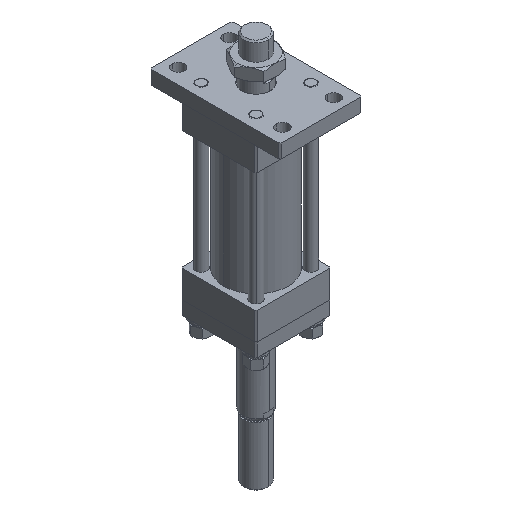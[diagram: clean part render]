
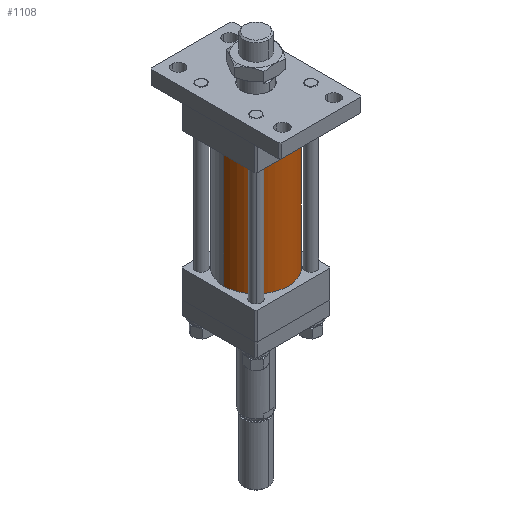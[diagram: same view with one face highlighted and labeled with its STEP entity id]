
A CAD part, isometric view. The second image highlights one B-rep face of the part: STEP entity #1108.
In plain terms, the highlighted cylindrical face has radius 47 mm (diameter 94 mm), a partial arc.
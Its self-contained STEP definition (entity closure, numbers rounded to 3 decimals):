
#253 = CIRCLE ( 'NONE', #4571, 47. ) ;
#254 = CIRCLE ( 'NONE', #4573, 47. ) ;
#258 = VECTOR ( 'NONE', #1305, 1000. ) ;
#263 = LINE ( 'NONE', #1303, #258 ) ;
#266 = VECTOR ( 'NONE', #1276, 1000. ) ;
#268 = LINE ( 'NONE', #1294, #266 ) ;
#1108 = ADVANCED_FACE ( 'NONE', ( #6314 ), #6311, .T. ) ;
#1276 = DIRECTION ( 'NONE',  ( 0., 0., -1. ) ) ;
#1294 = CARTESIAN_POINT ( 'NONE',  ( 47., 0., 174. ) ) ;
#1303 = CARTESIAN_POINT ( 'NONE',  ( -47., 0., 174. ) ) ;
#1305 = DIRECTION ( 'NONE',  ( 0., 0., -1. ) ) ;
#1314 = CARTESIAN_POINT ( 'NONE',  ( 0., 0., 174. ) ) ;
#1315 = DIRECTION ( 'NONE',  ( 0., 0., 1. ) ) ;
#1316 = DIRECTION ( 'NONE',  ( 1., 0., 0. ) ) ;
#1322 = CARTESIAN_POINT ( 'NONE',  ( 0., 0., 0. ) ) ;
#1323 = DIRECTION ( 'NONE',  ( 0., 0., 1. ) ) ;
#1324 = DIRECTION ( 'NONE',  ( 1., 0., 0. ) ) ;
#2107 = CARTESIAN_POINT ( 'NONE',  ( -47., 0., 0. ) ) ;
#2554 = CARTESIAN_POINT ( 'NONE',  ( 47., 0., 0. ) ) ;
#2571 = CARTESIAN_POINT ( 'NONE',  ( -47., 0., 174. ) ) ;
#2618 = CARTESIAN_POINT ( 'NONE',  ( 47., 0., 174. ) ) ;
#3414 = ORIENTED_EDGE ( 'NONE', *, *, #6097, .F. ) ;
#3465 = ORIENTED_EDGE ( 'NONE', *, *, #6100, .T. ) ;
#3471 = VERTEX_POINT ( 'NONE', #2554 ) ;
#3494 = VERTEX_POINT ( 'NONE', #2571 ) ;
#3559 = VERTEX_POINT ( 'NONE', #2618 ) ;
#3674 = ORIENTED_EDGE ( 'NONE', *, *, #6104, .F. ) ;
#3721 = VERTEX_POINT ( 'NONE', #2107 ) ;
#4013 = ORIENTED_EDGE ( 'NONE', *, *, #6107, .T. ) ;
#4332 = DIRECTION ( 'NONE',  ( -1., 0., 0. ) ) ;
#4336 = DIRECTION ( 'NONE',  ( 0., 0., -1. ) ) ;
#4337 = CARTESIAN_POINT ( 'NONE',  ( 0., 0., 174. ) ) ;
#4571 = AXIS2_PLACEMENT_3D ( 'NONE', #1322, #1323, #1324 ) ;
#4573 = AXIS2_PLACEMENT_3D ( 'NONE', #1314, #1315, #1316 ) ;
#5050 = AXIS2_PLACEMENT_3D ( 'NONE', #4337, #4336, #4332 ) ;
#6097 = EDGE_CURVE ( 'NONE', #3559, #3471, #268, .T. ) ;
#6100 = EDGE_CURVE ( 'NONE', #3494, #3721, #263, .T. ) ;
#6104 = EDGE_CURVE ( 'NONE', #3494, #3559, #254, .T. ) ;
#6107 = EDGE_CURVE ( 'NONE', #3721, #3471, #253, .T. ) ;
#6311 = CYLINDRICAL_SURFACE ( 'NONE', #5050, 47. ) ;
#6314 = FACE_OUTER_BOUND ( 'NONE', #7190, .T. ) ;
#7190 = EDGE_LOOP ( 'NONE', ( #3414, #3674, #3465, #4013 ) ) ;
